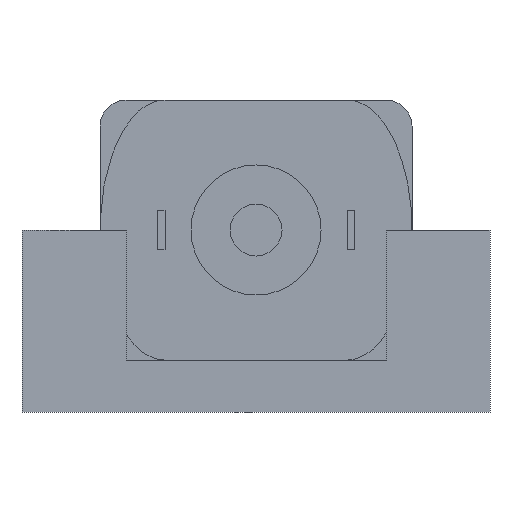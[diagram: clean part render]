
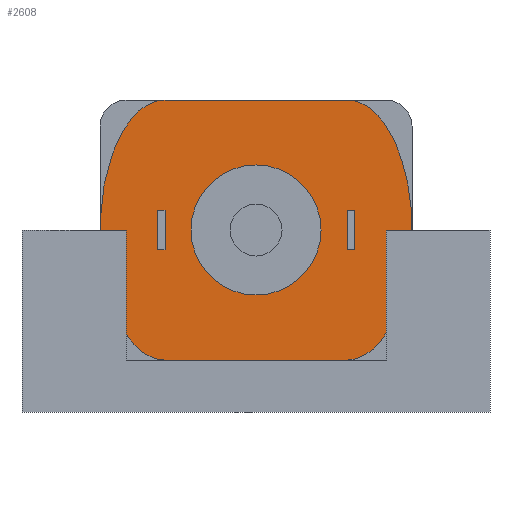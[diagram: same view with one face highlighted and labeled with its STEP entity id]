
A CAD part, front view. The second image highlights one B-rep face of the part: STEP entity #2608.
In plain terms, the highlighted planar face has unit normal (0, -1, 0).
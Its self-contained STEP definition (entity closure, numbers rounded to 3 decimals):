
#27=ELLIPSE('',#2839,5.,2.5);
#28=ELLIPSE('',#2840,5.,2.5);
#37=FACE_BOUND('',#467,.T.);
#38=FACE_BOUND('',#468,.T.);
#39=FACE_BOUND('',#469,.T.);
#76=CIRCLE('',#2836,2.5);
#293=FACE_OUTER_BOUND('',#466,.T.);
#466=EDGE_LOOP('',(#1890,#1891,#1892,#1893));
#467=EDGE_LOOP('',(#1894));
#468=EDGE_LOOP('',(#1895,#1896,#1897,#1898));
#469=EDGE_LOOP('',(#1899,#1900,#1901,#1902));
#700=LINE('',#4083,#948);
#701=LINE('',#4086,#949);
#702=LINE('',#4089,#950);
#703=LINE('',#4091,#951);
#704=LINE('',#4093,#952);
#705=LINE('',#4094,#953);
#706=LINE('',#4097,#954);
#707=LINE('',#4099,#955);
#708=LINE('',#4101,#956);
#709=LINE('',#4102,#957);
#948=VECTOR('',#3256,1000.);
#949=VECTOR('',#3259,1000.);
#950=VECTOR('',#3260,1000.);
#951=VECTOR('',#3261,1000.);
#952=VECTOR('',#3262,1000.);
#953=VECTOR('',#3263,1000.);
#954=VECTOR('',#3264,1000.);
#955=VECTOR('',#3265,1000.);
#956=VECTOR('',#3266,1000.);
#957=VECTOR('',#3267,1000.);
#1178=VERTEX_POINT('',#4073);
#1180=VERTEX_POINT('',#4079);
#1181=VERTEX_POINT('',#4080);
#1182=VERTEX_POINT('',#4082);
#1183=VERTEX_POINT('',#4084);
#1184=VERTEX_POINT('',#4087);
#1185=VERTEX_POINT('',#4088);
#1186=VERTEX_POINT('',#4090);
#1187=VERTEX_POINT('',#4092);
#1188=VERTEX_POINT('',#4095);
#1189=VERTEX_POINT('',#4096);
#1190=VERTEX_POINT('',#4098);
#1191=VERTEX_POINT('',#4100);
#1447=EDGE_CURVE('',#1178,#1178,#76,.T.);
#1450=EDGE_CURVE('',#1180,#1181,#27,.T.);
#1451=EDGE_CURVE('',#1182,#1180,#700,.T.);
#1452=EDGE_CURVE('',#1183,#1182,#28,.T.);
#1453=EDGE_CURVE('',#1181,#1183,#701,.T.);
#1454=EDGE_CURVE('',#1184,#1185,#702,.T.);
#1455=EDGE_CURVE('',#1186,#1184,#703,.T.);
#1456=EDGE_CURVE('',#1187,#1186,#704,.T.);
#1457=EDGE_CURVE('',#1185,#1187,#705,.T.);
#1458=EDGE_CURVE('',#1188,#1189,#706,.T.);
#1459=EDGE_CURVE('',#1190,#1188,#707,.T.);
#1460=EDGE_CURVE('',#1191,#1190,#708,.T.);
#1461=EDGE_CURVE('',#1189,#1191,#709,.T.);
#1890=ORIENTED_EDGE('',*,*,#1450,.F.);
#1891=ORIENTED_EDGE('',*,*,#1451,.F.);
#1892=ORIENTED_EDGE('',*,*,#1452,.F.);
#1893=ORIENTED_EDGE('',*,*,#1453,.F.);
#1894=ORIENTED_EDGE('',*,*,#1447,.F.);
#1895=ORIENTED_EDGE('',*,*,#1454,.F.);
#1896=ORIENTED_EDGE('',*,*,#1455,.F.);
#1897=ORIENTED_EDGE('',*,*,#1456,.F.);
#1898=ORIENTED_EDGE('',*,*,#1457,.F.);
#1899=ORIENTED_EDGE('',*,*,#1458,.F.);
#1900=ORIENTED_EDGE('',*,*,#1459,.F.);
#1901=ORIENTED_EDGE('',*,*,#1460,.F.);
#1902=ORIENTED_EDGE('',*,*,#1461,.F.);
#2479=PLANE('',#2838);
#2608=ADVANCED_FACE('',(#293,#37,#38,#39),#2479,.F.);
#2836=AXIS2_PLACEMENT_3D('',#4074,#3247,#3248);
#2838=AXIS2_PLACEMENT_3D('',#4078,#3252,#3253);
#2839=AXIS2_PLACEMENT_3D('',#4081,#3254,#3255);
#2840=AXIS2_PLACEMENT_3D('',#4085,#3257,#3258);
#3247=DIRECTION('center_axis',(0.,-1.,0.));
#3248=DIRECTION('ref_axis',(0.,0.,1.));
#3252=DIRECTION('center_axis',(0.,1.,0.));
#3253=DIRECTION('ref_axis',(0.,0.,1.));
#3254=DIRECTION('center_axis',(0.,1.,0.));
#3255=DIRECTION('ref_axis',(1.,0.,0.));
#3256=DIRECTION('',(0.,0.,-1.));
#3257=DIRECTION('center_axis',(0.,1.,0.));
#3258=DIRECTION('ref_axis',(1.,0.,0.));
#3259=DIRECTION('',(0.,0.,1.));
#3260=DIRECTION('',(-1.,0.,0.));
#3261=DIRECTION('',(0.,0.,1.));
#3262=DIRECTION('',(1.,0.,0.));
#3263=DIRECTION('',(0.,0.,-1.));
#3264=DIRECTION('',(0.,0.,-1.));
#3265=DIRECTION('',(-1.,0.,0.));
#3266=DIRECTION('',(0.,0.,1.));
#3267=DIRECTION('',(1.,0.,0.));
#4073=CARTESIAN_POINT('',(0.,0.,-2.5));
#4074=CARTESIAN_POINT('Origin',(0.,0.,0.));
#4078=CARTESIAN_POINT('Origin',(0.,0.,-3.5));
#4079=CARTESIAN_POINT('',(5.,0.,-3.5));
#4080=CARTESIAN_POINT('',(-5.,0.,-3.5));
#4081=CARTESIAN_POINT('Origin',(0.,0.,-3.5));
#4082=CARTESIAN_POINT('',(5.,0.,3.5));
#4083=CARTESIAN_POINT('',(5.,0.,-3.5));
#4084=CARTESIAN_POINT('',(-5.,0.,3.5));
#4085=CARTESIAN_POINT('Origin',(0.,0.,3.5));
#4086=CARTESIAN_POINT('',(-5.,0.,-3.5));
#4087=CARTESIAN_POINT('',(0.75,0.,-3.5));
#4088=CARTESIAN_POINT('',(-0.75,0.,-3.5));
#4089=CARTESIAN_POINT('',(-0.75,0.,-3.5));
#4090=CARTESIAN_POINT('',(0.75,0.,-3.8));
#4091=CARTESIAN_POINT('',(0.75,0.,-3.5));
#4092=CARTESIAN_POINT('',(-0.75,0.,-3.8));
#4093=CARTESIAN_POINT('',(-0.75,0.,-3.8));
#4094=CARTESIAN_POINT('',(-0.75,0.,-3.5));
#4095=CARTESIAN_POINT('',(-0.75,0.,3.8));
#4096=CARTESIAN_POINT('',(-0.75,0.,3.5));
#4097=CARTESIAN_POINT('',(-0.75,0.,3.5));
#4098=CARTESIAN_POINT('',(0.75,0.,3.8));
#4099=CARTESIAN_POINT('',(-0.75,0.,3.8));
#4100=CARTESIAN_POINT('',(0.75,0.,3.5));
#4101=CARTESIAN_POINT('',(0.75,0.,3.5));
#4102=CARTESIAN_POINT('',(-0.75,0.,3.5));
